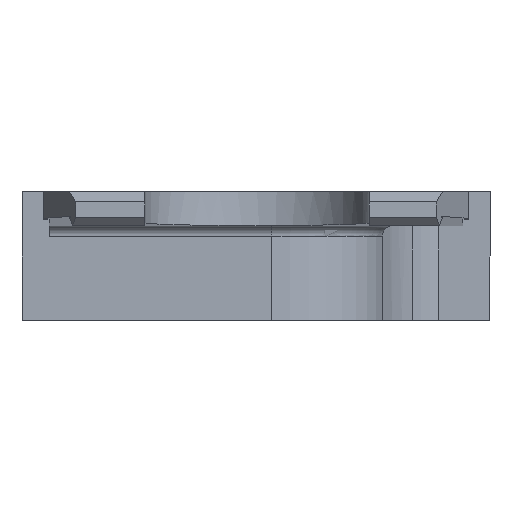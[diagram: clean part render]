
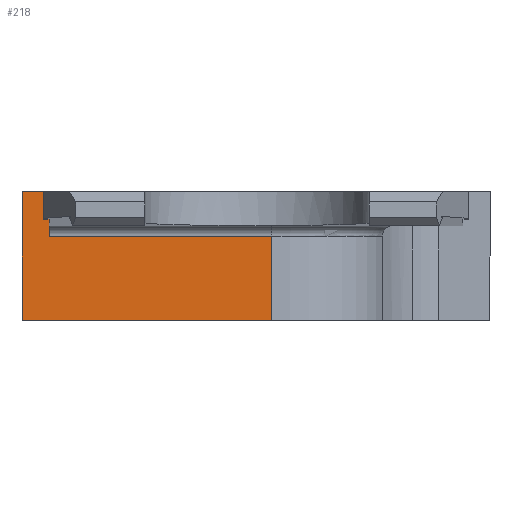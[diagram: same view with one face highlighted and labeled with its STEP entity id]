
A CAD part, left-side view. The second image highlights one B-rep face of the part: STEP entity #218.
In plain terms, the highlighted planar face has unit normal (-1, 0, 0).
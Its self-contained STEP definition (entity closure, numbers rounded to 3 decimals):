
#218=ADVANCED_FACE('F14',(#563),#564,.T.);
#563=FACE_OUTER_BOUND('',#1024,.T.);
#564=PLANE('',#1025);
#1024=EDGE_LOOP('',(#2615,#2616,#2617,#2618,#2619,#2620));
#1025=AXIS2_PLACEMENT_3D('',#2621,#2622,#2623);
#2615=ORIENTED_EDGE('',*,*,#3684,.F.);
#2616=ORIENTED_EDGE('',*,*,#3828,.T.);
#2617=ORIENTED_EDGE('',*,*,#3804,.T.);
#2618=ORIENTED_EDGE('',*,*,#3852,.F.);
#2619=ORIENTED_EDGE('',*,*,#3853,.T.);
#2620=ORIENTED_EDGE('',*,*,#3854,.F.);
#2621=CARTESIAN_POINT('',(21.2,10.4,6.3));
#2622=DIRECTION('',(-1.0,0.0,0.0));
#2623=DIRECTION('',(0.0,0.0,1.0));
#3684=EDGE_CURVE('NONE',#4264,#4243,#4266,.T.);
#3804=EDGE_CURVE('NONE',#4492,#4496,#4498,.T.);
#3828=EDGE_CURVE('NONE',#4264,#4492,#4531,.T.);
#3852=EDGE_CURVE('NONE',#4564,#4496,#4565,.T.);
#3853=EDGE_CURVE('NONE',#4564,#4566,#4567,.T.);
#3854=EDGE_CURVE('NONE',#4243,#4566,#4568,.T.);
#4243=VERTEX_POINT('NONE',#5080);
#4264=VERTEX_POINT('NONE',#5108);
#4266=LINE('',#5110,#5111);
#4492=VERTEX_POINT('NONE',#5868);
#4496=VERTEX_POINT('NONE',#5873);
#4498=LINE('',#5875,#5876);
#4531=LINE('',#5969,#5970);
#4564=VERTEX_POINT('NONE',#6018);
#4565=LINE('',#6019,#6020);
#4566=VERTEX_POINT('NONE',#6021);
#4567=LINE('',#6022,#6023);
#4568=LINE('',#6024,#6025);
#5080=CARTESIAN_POINT('',(21.2,22.5,0.));
#5108=CARTESIAN_POINT('',(21.2,10.5,0.));
#5110=CARTESIAN_POINT('',(21.2,11.25,0.));
#5111=VECTOR('',#7208,1000.0);
#5868=CARTESIAN_POINT('',(21.2,10.5,4.05));
#5873=CARTESIAN_POINT('',(21.2,21.2,4.05));
#5875=CARTESIAN_POINT('',(21.2,16.5,4.05));
#5876=VECTOR('',#7311,1000.0);
#5969=CARTESIAN_POINT('',(21.2,10.5,3.1));
#5970=VECTOR('',#7330,1000.0);
#6018=CARTESIAN_POINT('',(21.2,21.2,6.2));
#6019=CARTESIAN_POINT('',(21.2,21.2,5.086));
#6020=VECTOR('',#7346,1000.0);
#6021=CARTESIAN_POINT('',(21.2,22.5,6.2));
#6022=CARTESIAN_POINT('',(21.2,16.5,6.2));
#6023=VECTOR('',#7347,1000.0);
#6024=CARTESIAN_POINT('',(21.2,22.5,3.1));
#6025=VECTOR('',#7348,1000.0);
#7208=DIRECTION('',(0.0,1.0,0.0));
#7311=DIRECTION('',(0.0,1.0,0.0));
#7330=DIRECTION('',(-0.0,-0.0,1.0));
#7346=DIRECTION('',(0.0,0.0,-1.0));
#7347=DIRECTION('',(0.0,1.0,0.0));
#7348=DIRECTION('',(-0.0,-0.0,1.0));
